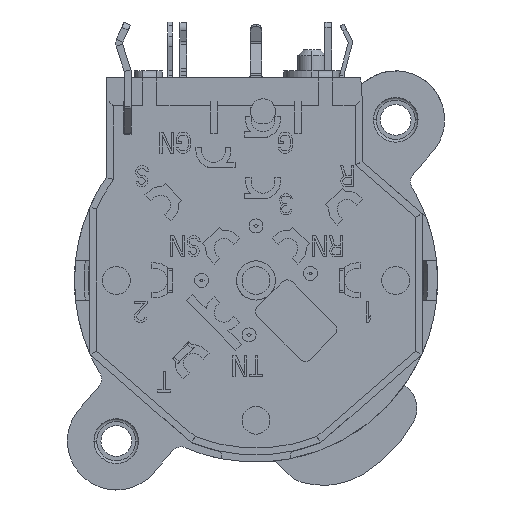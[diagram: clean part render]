
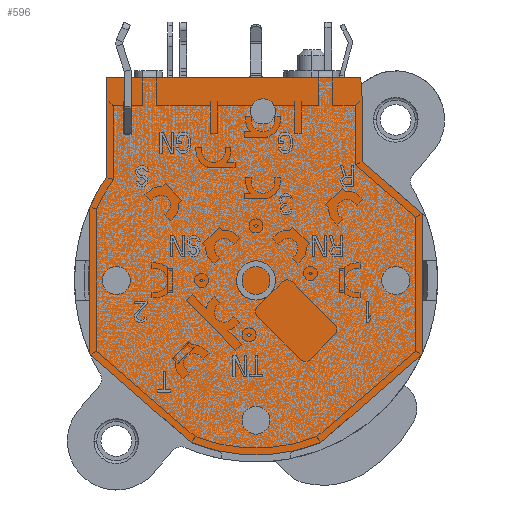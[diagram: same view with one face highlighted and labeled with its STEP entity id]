
A CAD part, front view. The second image highlights one B-rep face of the part: STEP entity #596.
In plain terms, the highlighted planar face has unit normal (0, -1, 0).
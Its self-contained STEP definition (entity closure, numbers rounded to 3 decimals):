
#273=DIRECTION('',(0.,0.,1.));
#274=VECTOR('',#273,10.467);
#275=CARTESIAN_POINT('',(-11.9,-30.5,-5.234));
#276=LINE('',#275,#274);
#277=CARTESIAN_POINT('',(0.,-30.5,0.));
#278=DIRECTION('',(0.,1.,0.));
#279=DIRECTION('',(-0.915,0.,0.403));
#280=AXIS2_PLACEMENT_3D('',#277,#278,#279);
#282=DIRECTION('',(0.,0.,1.));
#283=VECTOR('',#282,7.117);
#284=CARTESIAN_POINT('',(-10.7,-30.5,7.383));
#285=LINE('',#284,#283);
#286=DIRECTION('',(1.,0.,0.));
#287=VECTOR('',#286,18.2);
#288=CARTESIAN_POINT('',(-10.7,-30.5,14.5));
#289=LINE('',#288,#287);
#290=DIRECTION('',(0.067,0.,-0.998));
#291=VECTOR('',#290,1.503);
#292=CARTESIAN_POINT('',(7.5,-30.5,14.5));
#293=LINE('',#292,#291);
#294=DIRECTION('',(0.,0.,-1.));
#295=VECTOR('',#294,4.501);
#296=CARTESIAN_POINT('',(7.6,-30.5,13.));
#297=LINE('',#296,#295);
#298=DIRECTION('',(0.755,0.,-0.656));
#299=VECTOR('',#298,5.698);
#300=CARTESIAN_POINT('',(7.6,-30.5,8.499));
#301=LINE('',#300,#299);
#302=DIRECTION('',(0.,0.,-1.));
#303=VECTOR('',#302,0.934);
#304=CARTESIAN_POINT('',(11.9,-30.5,4.761));
#305=LINE('',#304,#303);
#306=DIRECTION('',(0.,0.,-1.));
#307=VECTOR('',#306,7.652);
#308=CARTESIAN_POINT('',(11.9,-30.5,3.826));
#309=LINE('',#308,#307);
#310=DIRECTION('',(0.,0.,-1.));
#311=VECTOR('',#310,1.407);
#312=CARTESIAN_POINT('',(11.9,-30.5,-3.826));
#313=LINE('',#312,#311);
#314=DIRECTION('',(-0.406,0.,-0.914));
#315=VECTOR('',#314,0.102);
#316=CARTESIAN_POINT('',(11.9,-30.5,-5.234));
#317=LINE('',#316,#315);
#318=DIRECTION('',(-0.755,0.,-0.656));
#319=VECTOR('',#318,1.331);
#320=CARTESIAN_POINT('',(11.859,-30.5,-5.327));
#321=LINE('',#320,#319);
#322=DIRECTION('',(-0.755,0.,-0.656));
#323=VECTOR('',#322,8.249);
#324=CARTESIAN_POINT('',(10.854,-30.5,-6.2));
#325=LINE('',#324,#323);
#326=CARTESIAN_POINT('',(0.,-30.5,0.));
#327=DIRECTION('',(0.,1.,0.));
#328=DIRECTION('',(0.37,0.,-0.929));
#329=AXIS2_PLACEMENT_3D('',#326,#327,#328);
#331=DIRECTION('',(-0.755,0.,0.656));
#332=VECTOR('',#331,8.249);
#333=CARTESIAN_POINT('',(-4.629,-30.5,-11.611));
#334=LINE('',#333,#332);
#335=DIRECTION('',(-0.755,0.,0.656));
#336=VECTOR('',#335,1.331);
#337=CARTESIAN_POINT('',(-10.854,-30.5,-6.2));
#338=LINE('',#337,#336);
#339=DIRECTION('',(-0.406,0.,0.914));
#340=VECTOR('',#339,0.102);
#341=CARTESIAN_POINT('',(-11.859,-30.5,-5.327));
#342=LINE('',#341,#340);
#431=CARTESIAN_POINT('',(-11.9,-30.5,-5.234));
#432=CARTESIAN_POINT('',(-11.9,-30.5,5.234));
#433=VERTEX_POINT('',#431);
#434=VERTEX_POINT('',#432);
#435=CARTESIAN_POINT('',(-10.7,-30.5,7.383));
#436=VERTEX_POINT('',#435);
#437=CARTESIAN_POINT('',(-10.7,-30.5,14.5));
#438=VERTEX_POINT('',#437);
#439=CARTESIAN_POINT('',(7.5,-30.5,14.5));
#440=VERTEX_POINT('',#439);
#441=CARTESIAN_POINT('',(7.6,-30.5,13.));
#442=VERTEX_POINT('',#441);
#443=CARTESIAN_POINT('',(7.6,-30.5,8.499));
#444=VERTEX_POINT('',#443);
#445=CARTESIAN_POINT('',(11.9,-30.5,4.761));
#446=VERTEX_POINT('',#445);
#447=CARTESIAN_POINT('',(11.9,-30.5,3.826));
#448=VERTEX_POINT('',#447);
#449=CARTESIAN_POINT('',(11.9,-30.5,-3.826));
#450=VERTEX_POINT('',#449);
#451=CARTESIAN_POINT('',(11.9,-30.5,-5.234));
#452=VERTEX_POINT('',#451);
#453=CARTESIAN_POINT('',(11.859,-30.5,-5.327));
#454=VERTEX_POINT('',#453);
#455=CARTESIAN_POINT('',(10.854,-30.5,-6.2));
#456=VERTEX_POINT('',#455);
#457=CARTESIAN_POINT('',(4.629,-30.5,-11.611));
#458=VERTEX_POINT('',#457);
#459=CARTESIAN_POINT('',(-4.629,-30.5,-11.611));
#460=VERTEX_POINT('',#459);
#461=CARTESIAN_POINT('',(-10.854,-30.5,-6.2));
#462=VERTEX_POINT('',#461);
#463=CARTESIAN_POINT('',(-11.859,-30.5,-5.327));
#464=VERTEX_POINT('',#463);
#556=CARTESIAN_POINT('',(0.,-30.5,1.));
#557=DIRECTION('',(0.,1.,0.));
#558=DIRECTION('',(1.,0.,0.));
#559=AXIS2_PLACEMENT_3D('',#556,#557,#558);
#560=PLANE('',#559);
#561=ORIENTED_EDGE('',*,*,#546,.T.);
#563=ORIENTED_EDGE('',*,*,#562,.T.);
#565=ORIENTED_EDGE('',*,*,#564,.T.);
#567=ORIENTED_EDGE('',*,*,#566,.T.);
#569=ORIENTED_EDGE('',*,*,#568,.T.);
#571=ORIENTED_EDGE('',*,*,#570,.T.);
#573=ORIENTED_EDGE('',*,*,#572,.T.);
#575=ORIENTED_EDGE('',*,*,#574,.T.);
#577=ORIENTED_EDGE('',*,*,#576,.T.);
#579=ORIENTED_EDGE('',*,*,#578,.T.);
#581=ORIENTED_EDGE('',*,*,#580,.T.);
#583=ORIENTED_EDGE('',*,*,#582,.T.);
#585=ORIENTED_EDGE('',*,*,#584,.T.);
#587=ORIENTED_EDGE('',*,*,#586,.T.);
#589=ORIENTED_EDGE('',*,*,#588,.T.);
#591=ORIENTED_EDGE('',*,*,#590,.T.);
#593=ORIENTED_EDGE('',*,*,#592,.T.);
#594=EDGE_LOOP('',(#561,#563,#565,#567,#569,#571,#573,#575,#577,#579,#581,#583,
#585,#587,#589,#591,#593));
#595=FACE_OUTER_BOUND('',#594,.F.);
#281=CIRCLE('',#280,13.);
#330=CIRCLE('',#329,12.5);
#546=EDGE_CURVE('',#433,#434,#276,.T.);
#562=EDGE_CURVE('',#434,#436,#281,.T.);
#564=EDGE_CURVE('',#436,#438,#285,.T.);
#566=EDGE_CURVE('',#438,#440,#289,.T.);
#568=EDGE_CURVE('',#440,#442,#293,.T.);
#570=EDGE_CURVE('',#442,#444,#297,.T.);
#572=EDGE_CURVE('',#444,#446,#301,.T.);
#574=EDGE_CURVE('',#446,#448,#305,.T.);
#576=EDGE_CURVE('',#448,#450,#309,.T.);
#578=EDGE_CURVE('',#450,#452,#313,.T.);
#580=EDGE_CURVE('',#452,#454,#317,.T.);
#582=EDGE_CURVE('',#454,#456,#321,.T.);
#584=EDGE_CURVE('',#456,#458,#325,.T.);
#586=EDGE_CURVE('',#458,#460,#330,.T.);
#588=EDGE_CURVE('',#460,#462,#334,.T.);
#590=EDGE_CURVE('',#462,#464,#338,.T.);
#592=EDGE_CURVE('',#464,#433,#342,.T.);
#596=ADVANCED_FACE('',(#595),#560,.F.);
